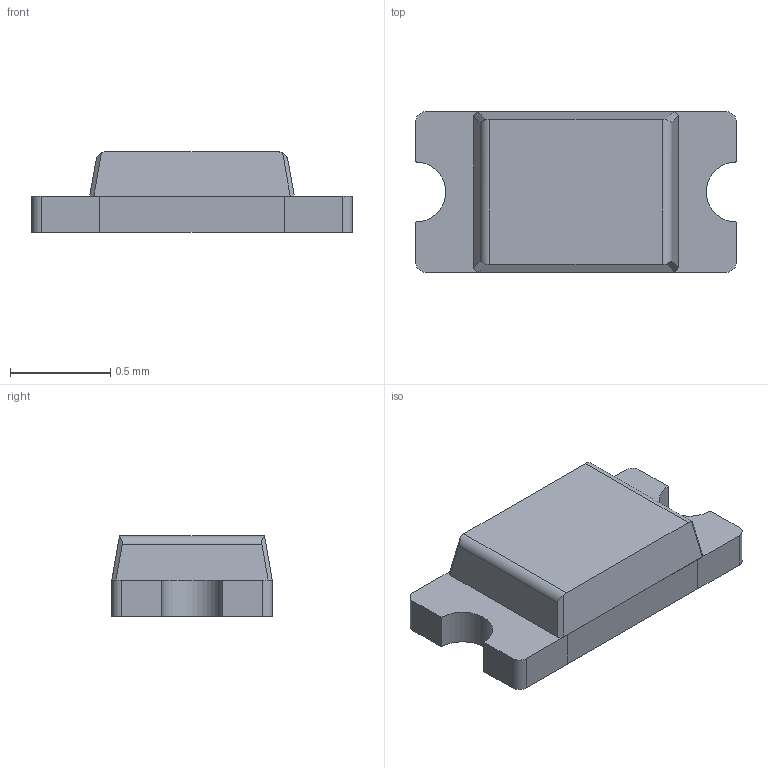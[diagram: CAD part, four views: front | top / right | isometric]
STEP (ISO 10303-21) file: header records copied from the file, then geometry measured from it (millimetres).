
FILE_DESCRIPTION (( 'STEP AP214' ), '1' );
FILE_NAME ('xl-1608uwc-04_led.step', '2025-01-02T23:43:58', ( '' ), ( '' ), 'SwSTEP 2.0', 'SolidWorks 2022', '' );
FILE_SCHEMA (( 'AUTOMOTIVE_DESIGN' ));
Length unit declared in the file: millimetre
Products named in the file (1): xl-1608uwc-04_led
Bounding box: 1.6 x 0.8 x 0.4 mm (x, y, z)
Volume: 0.4 mm3; surface area: 7.8 mm2
Topology: 6 solids, 6 shells, 110 faces, 287 edges, 190 vertices
Faces by surface type: plane 84, cylinder 20, bspline 6
Entity records: 4341 total; most frequent: CARTESIAN_POINT 1242, ORIENTED_EDGE 574, DIRECTION 515, EDGE_CURVE 287, VECTOR 225, LINE 225, VERTEX_POINT 190, AXIS2_PLACEMENT_3D 145
